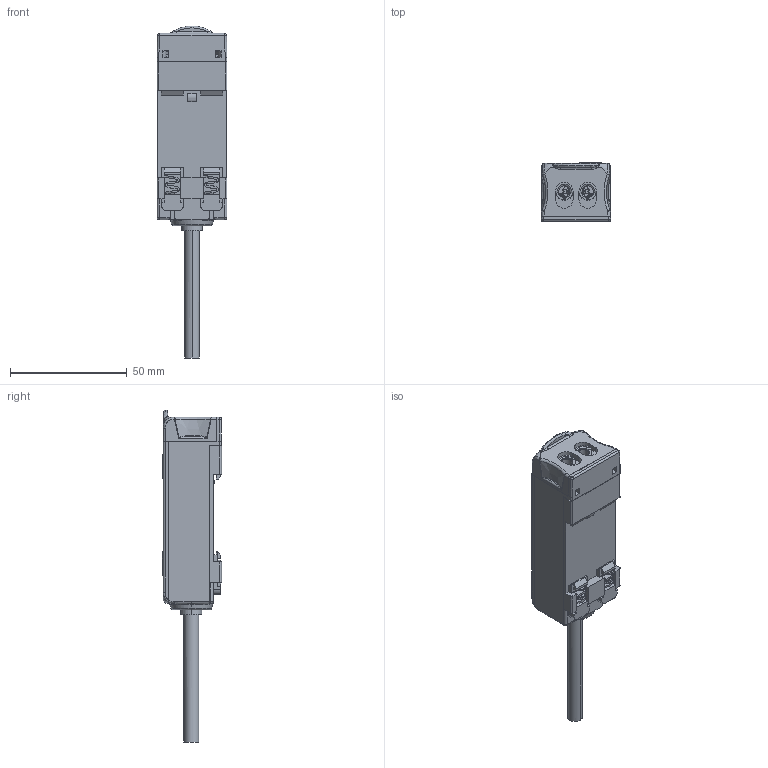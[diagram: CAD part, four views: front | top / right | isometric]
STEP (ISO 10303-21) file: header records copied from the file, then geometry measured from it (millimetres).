
FILE_DESCRIPTION((''),'2;1');
FILE_NAME('141701_ASM','2016-03-17T',('PDMAdmin'),(''),'PRO/ENGINEER BY PARAMETRIC TECHNOLOGY CORPORATION, 2013230','PRO/ENGINEER BY PARAMETRIC TECHNOLOGY CORPORATION, 2013230','');
FILE_SCHEMA(('CONFIG_CONTROL_DESIGN'));
Products named in the file (13): 63212_AF0; 57824_AF0; 57824_AF1; 52116_AF0; CABLE_250_AF0; 57821_AF0; 57823_AF0; 57822_AF0; 57819; 30393_AF0; 30393_AF1; 58006_WEB_AF1_ASM; 141701_ASM
Assembly tree (12 placements, depth 3):
  141701_ASM
    58006_WEB_AF1_ASM
      63212_AF0
      57824_AF0
      57824_AF1
      52116_AF0
      CABLE_250_AF0
      57821_AF0
      57823_AF0
      57822_AF0
      57819
      30393_AF0
      30393_AF1
Bounding box: 30 x 25.34 x 142.33 mm (x, y, z)
Volume: 21773.8 mm3; surface area: 30583 mm2
Topology: 11 solids, 11 shells, 1020 faces, 2699 edges, 1707 vertices
Faces by surface type: plane 610, cylinder 218, bspline 72, cone 54, torus 32, extrusion 30, sphere 4
Entity records: 38608 total; most frequent: CARTESIAN_POINT 13526, ORIENTED_EDGE 5366, DIRECTION 4848, EDGE_CURVE 2683, VECTOR 1868, LINE 1838, VERTEX_POINT 1707, AXIS2_PLACEMENT_3D 1490
